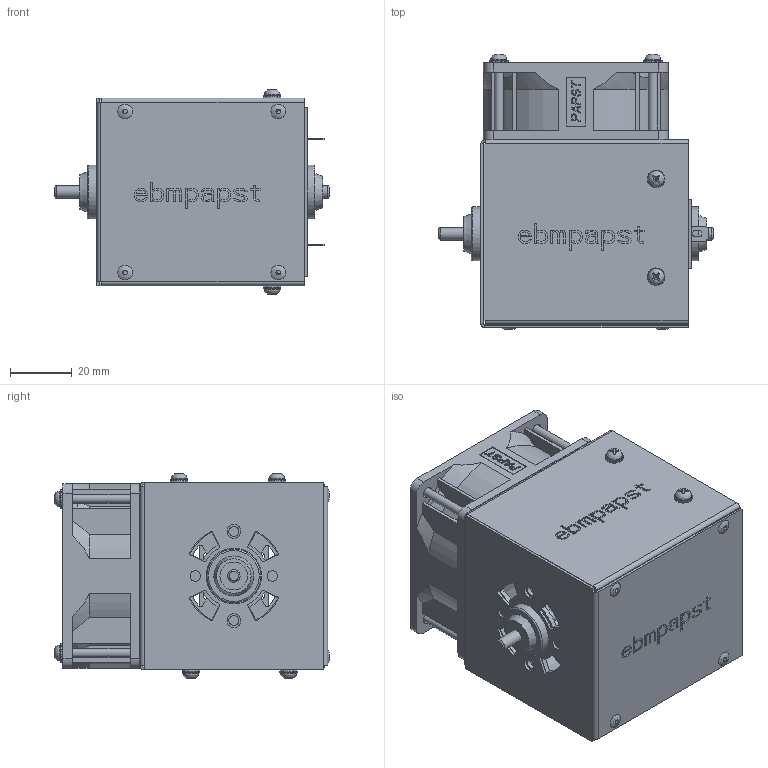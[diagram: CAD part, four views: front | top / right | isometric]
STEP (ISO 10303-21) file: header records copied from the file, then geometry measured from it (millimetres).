
FILE_DESCRIPTION(/* description */ (''),/* implementation_level */ '2;1');
FILE_NAME(/* name */ 'MISC_IceCubeCooler_01.iam.step',/* time_stamp */ '2014-01-07T11:29:37-08:00',/* author */ ('Philip'),/* organization */ (''),/* preprocessor_version */ 'ST-DEVELOPER v15.2',/* originating_system */ 'Autodesk Inventor 2014',/* authorisation */ '');
FILE_SCHEMA (('AUTOMOTIVE_DESIGN { 1 0 10303 214 3 1 1 }'));
Products named in the file (22): 118-00-11851; S-440-0; 310-05-0003; 118-00-11851_ASM; 612N_2M_RBT; 305-12-0006; 300-12-0006; 118-00-11854; SO-6440-10; S-440-1; 118-00-11854_ASM; 300-12-0041; DRILLMOTORCASE_NONE; DRILLMOTORAXIL_NONE; DRILLMOTORSHIELD_NONE; DRILLMOTORTERMINAL_NONE; DRILLMOTOR_NONE_ASM; DRILLMOTOR_ASM; DRILLMOTOR_PCB_ASM; 118-00-11856; 456-15-0253; MISC_IceCubeCooler_01
Bounding box: 89 x 89.38 x 66.55 mm (x, y, z)
Volume: 80615.9 mm3; surface area: 111986.7 mm2
Topology: 45 solids, 45 shells, 3311 faces, 8802 edges, 5662 vertices
Faces by surface type: plane 2599, cylinder 626, bspline 62, torus 18, sphere 4, cone 2
Full cylindrical faces by diameter (mm): 1.321 x4, 1.524 x4, 2 x4, 2.362 x4, 2.464 x1, 2.5 x2, 2.54 x18, 2.819 x2, 2.845 x20, 3.175 x1, 3.242 x2, 3.302 x8, 3.404 x2, 3.429 x4, 3.7 x8, 4 x3, 4.191 x8, 4.216 x8, 4.445 x2, 5.182 x12, 5.385 x4, 5.41 x4, 6.35 x8, 9 x3, 15.545 x1, 17.5 x2, 18.034 x1, 18.5 x1, 30.988 x1, 35.052 x1
Entity records: 67243 total; most frequent: CARTESIAN_POINT 14076, ORIENTED_EDGE 11128, DIRECTION 10356, EDGE_CURVE 5564, LINE 4604, VECTOR 4604, VERTEX_POINT 3716, AXIS2_PLACEMENT_3D 2876
